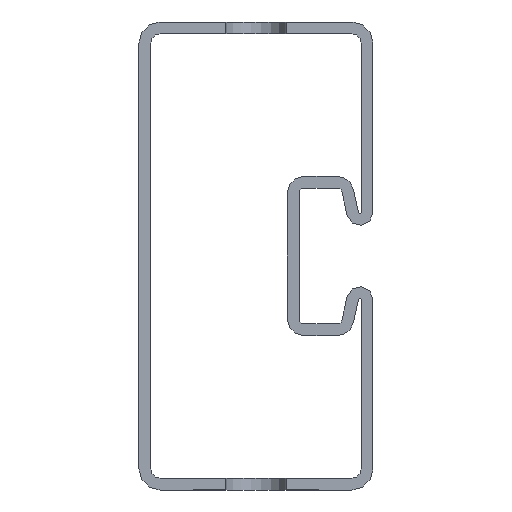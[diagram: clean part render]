
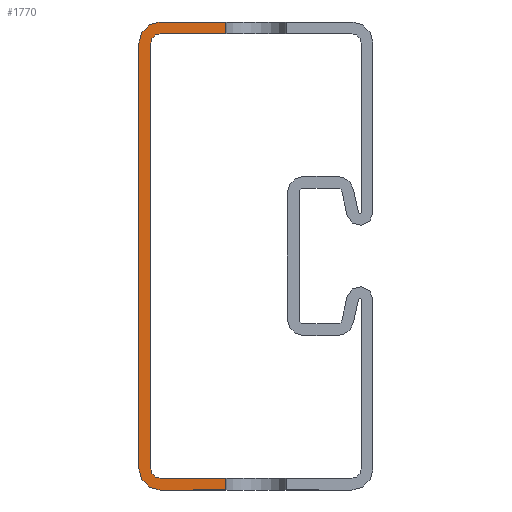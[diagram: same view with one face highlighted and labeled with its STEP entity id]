
A CAD part, front view. The second image highlights one B-rep face of the part: STEP entity #1770.
In plain terms, the highlighted planar face has unit normal (0, -1, 0).
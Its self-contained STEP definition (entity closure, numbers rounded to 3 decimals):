
#73=CARTESIAN_POINT('',(-6.5,-3000.0,-50.0));
#74=VERTEX_POINT('',#73);
#75=CARTESIAN_POINT('',(-6.5,-3000.0,-47.5));
#76=VERTEX_POINT('',#75);
#77=CARTESIAN_POINT('',(-6.5,-3000.0,-50.0));
#78=DIRECTION('',(0.0,0.0,1.0));
#79=VECTOR('',#78,2.5);
#80=LINE('',#77,#79);
#81=EDGE_CURVE('',#74,#76,#80,.T.);
#201=CARTESIAN_POINT('',(-20.5,-3000.0,-50.0));
#202=VERTEX_POINT('',#201);
#203=CARTESIAN_POINT('',(-6.5,-3000.0,-50.0));
#204=DIRECTION('',(-1.0,0.0,0.0));
#205=VECTOR('',#204,14.);
#206=LINE('',#203,#205);
#207=EDGE_CURVE('',#74,#202,#206,.T.);
#1679=CARTESIAN_POINT('',(1.789,-3000.0,0.));
#1680=DIRECTION('',(0.0,1.0,0.0));
#1681=DIRECTION('',(0.0,0.0,1.0));
#1682=AXIS2_PLACEMENT_3D('',#1679,#1680,#1681);
#1683=PLANE('',#1682);
#1684=ORIENTED_EDGE('',*,*,#81,.T.);
#1685=CARTESIAN_POINT('',(-20.5,-3000.0,-47.5));
#1686=VERTEX_POINT('',#1685);
#1687=CARTESIAN_POINT('',(-6.5,-3000.0,-47.5));
#1688=DIRECTION('',(-1.0,0.0,0.0));
#1689=VECTOR('',#1688,14.);
#1690=LINE('',#1687,#1689);
#1691=EDGE_CURVE('',#76,#1686,#1690,.T.);
#1692=ORIENTED_EDGE('',*,*,#1691,.T.);
#1693=CARTESIAN_POINT('',(-22.5,-3000.0,-45.5));
#1694=VERTEX_POINT('',#1693);
#1695=CARTESIAN_POINT('',(-20.5,-3000.0,-45.5));
#1696=DIRECTION('',(0.0,1.0,0.0));
#1697=DIRECTION('',(0.0,0.0,-1.0));
#1698=AXIS2_PLACEMENT_3D('',#1695,#1696,#1697);
#1699=CIRCLE('',#1698,2.0);
#1700=EDGE_CURVE('',#1686,#1694,#1699,.T.);
#1701=ORIENTED_EDGE('',*,*,#1700,.T.);
#1702=CARTESIAN_POINT('',(-22.5,-3000.0,45.5));
#1703=VERTEX_POINT('',#1702);
#1704=CARTESIAN_POINT('',(-22.5,-3000.0,-45.5));
#1705=DIRECTION('',(0.0,0.0,1.0));
#1706=VECTOR('',#1705,91.);
#1707=LINE('',#1704,#1706);
#1708=EDGE_CURVE('',#1694,#1703,#1707,.T.);
#1709=ORIENTED_EDGE('',*,*,#1708,.T.);
#1710=CARTESIAN_POINT('',(-20.5,-3000.0,47.5));
#1711=VERTEX_POINT('',#1710);
#1712=CARTESIAN_POINT('',(-20.5,-3000.0,45.5));
#1713=DIRECTION('',(0.0,1.0,0.0));
#1714=DIRECTION('',(-1.0,0.0,0.));
#1715=AXIS2_PLACEMENT_3D('',#1712,#1713,#1714);
#1716=CIRCLE('',#1715,2.0);
#1717=EDGE_CURVE('',#1703,#1711,#1716,.T.);
#1718=ORIENTED_EDGE('',*,*,#1717,.T.);
#1719=CARTESIAN_POINT('',(-6.5,-3000.0,47.5));
#1720=VERTEX_POINT('',#1719);
#1721=CARTESIAN_POINT('',(-20.5,-3000.0,47.5));
#1722=DIRECTION('',(1.0,0.0,0.0));
#1723=VECTOR('',#1722,14.);
#1724=LINE('',#1721,#1723);
#1725=EDGE_CURVE('',#1711,#1720,#1724,.T.);
#1726=ORIENTED_EDGE('',*,*,#1725,.T.);
#1727=CARTESIAN_POINT('',(-6.5,-3000.0,50.));
#1728=VERTEX_POINT('',#1727);
#1729=CARTESIAN_POINT('',(-6.5,-3000.0,47.5));
#1730=DIRECTION('',(0.0,0.0,1.0));
#1731=VECTOR('',#1730,2.5);
#1732=LINE('',#1729,#1731);
#1733=EDGE_CURVE('',#1720,#1728,#1732,.T.);
#1734=ORIENTED_EDGE('',*,*,#1733,.T.);
#1735=CARTESIAN_POINT('',(-20.5,-3000.0,50.));
#1736=VERTEX_POINT('',#1735);
#1737=CARTESIAN_POINT('',(-20.5,-3000.0,50.));
#1738=DIRECTION('',(1.0,0.0,0.0));
#1739=VECTOR('',#1738,14.);
#1740=LINE('',#1737,#1739);
#1741=EDGE_CURVE('',#1736,#1728,#1740,.T.);
#1742=ORIENTED_EDGE('',*,*,#1741,.F.);
#1743=CARTESIAN_POINT('',(-25.0,-3000.0,45.5));
#1744=VERTEX_POINT('',#1743);
#1745=CARTESIAN_POINT('',(-20.5,-3000.0,45.5));
#1746=DIRECTION('',(0.0,1.0,0.0));
#1747=DIRECTION('',(-1.0,0.0,0.0));
#1748=AXIS2_PLACEMENT_3D('',#1745,#1746,#1747);
#1749=CIRCLE('',#1748,4.5);
#1750=EDGE_CURVE('',#1744,#1736,#1749,.T.);
#1751=ORIENTED_EDGE('',*,*,#1750,.F.);
#1752=CARTESIAN_POINT('',(-25.0,-3000.0,-45.5));
#1753=VERTEX_POINT('',#1752);
#1754=CARTESIAN_POINT('',(-25.0,-3000.0,-45.5));
#1755=DIRECTION('',(0.0,0.0,1.0));
#1756=VECTOR('',#1755,91.0);
#1757=LINE('',#1754,#1756);
#1758=EDGE_CURVE('',#1753,#1744,#1757,.T.);
#1759=ORIENTED_EDGE('',*,*,#1758,.F.);
#1760=CARTESIAN_POINT('',(-20.5,-3000.0,-45.5));
#1761=DIRECTION('',(0.0,1.0,0.0));
#1762=DIRECTION('',(0.0,0.0,-1.0));
#1763=AXIS2_PLACEMENT_3D('',#1760,#1761,#1762);
#1764=CIRCLE('',#1763,4.5);
#1765=EDGE_CURVE('',#202,#1753,#1764,.T.);
#1766=ORIENTED_EDGE('',*,*,#1765,.F.);
#1767=ORIENTED_EDGE('',*,*,#207,.F.);
#1768=EDGE_LOOP('',(#1684,#1692,#1701,#1709,#1718,#1726,#1734,#1742,#1751,#1759,#1766,#1767));
#1769=FACE_OUTER_BOUND('',#1768,.T.);
#1770=ADVANCED_FACE('',(#1769),#1683,.F.);
